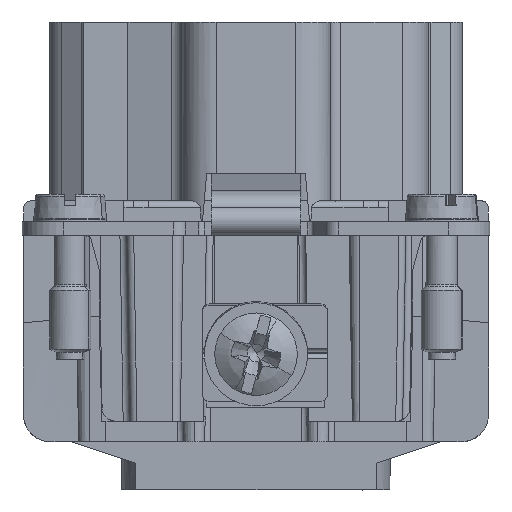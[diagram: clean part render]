
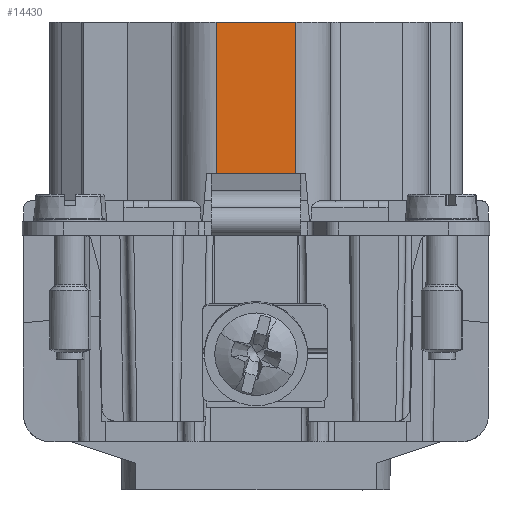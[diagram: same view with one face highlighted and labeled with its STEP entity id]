
A CAD part, front view. The second image highlights one B-rep face of the part: STEP entity #14430.
In plain terms, the highlighted planar face has unit normal (0, -1, 0).
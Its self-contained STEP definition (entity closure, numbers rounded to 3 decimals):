
#14410=AXIS2_PLACEMENT_3D('Plane Axis2P3D',#14407,#14408,#14409) ;
#8012=CARTESIAN_POINT('Vertex',(14.1,2.5,34.)) ;
#8015=CARTESIAN_POINT('Line Origine',(17.,2.5,34.)) ;
#8019=CARTESIAN_POINT('Vertex',(19.9,2.5,34.)) ;
#13984=CARTESIAN_POINT('Line Origine',(14.1,2.5,26.9)) ;
#13988=CARTESIAN_POINT('Vertex',(14.1,2.5,23.)) ;
#14407=CARTESIAN_POINT('Axis2P3D Location',(19.9,2.5,32.8)) ;
#14412=CARTESIAN_POINT('Line Origine',(19.9,2.5,28.5)) ;
#14416=CARTESIAN_POINT('Vertex',(19.9,2.5,23.)) ;
#14419=CARTESIAN_POINT('Line Origine',(17.,2.5,23.)) ;
#8016=DIRECTION('Vector Direction',(-1.,0.,0.)) ;
#13985=DIRECTION('Vector Direction',(0.,0.,1.)) ;
#14408=DIRECTION('Axis2P3D Direction',(0.,-1.,-0.)) ;
#14409=DIRECTION('Axis2P3D XDirection',(-1.,0.,0.)) ;
#14413=DIRECTION('Vector Direction',(0.,0.,1.)) ;
#14420=DIRECTION('Vector Direction',(-1.,0.,0.)) ;
#8017=VECTOR('Line Direction',#8016,1.) ;
#13986=VECTOR('Line Direction',#13985,1.) ;
#14414=VECTOR('Line Direction',#14413,1.) ;
#14421=VECTOR('Line Direction',#14420,1.) ;
#14425=ORIENTED_EDGE('',*,*,#14418,.F.) ;
#14426=ORIENTED_EDGE('',*,*,#8021,.F.) ;
#14427=ORIENTED_EDGE('',*,*,#13990,.T.) ;
#14428=ORIENTED_EDGE('',*,*,#14423,.F.) ;
#14430=ADVANCED_FACE('Hauptk\X2\00F6\X0\rper',(#14429),#14411,.T.) ;
#8021=EDGE_CURVE('',#8013,#8020,#8018,.F.) ;
#13990=EDGE_CURVE('',#8013,#13989,#13987,.F.) ;
#14418=EDGE_CURVE('',#8020,#14417,#14415,.F.) ;
#14423=EDGE_CURVE('',#14417,#13989,#14422,.T.) ;
#14424=EDGE_LOOP('',(#14425,#14426,#14427,#14428)) ;
#14429=FACE_OUTER_BOUND('',#14424,.T.) ;
#8018=LINE('Line',#8015,#8017) ;
#13987=LINE('Line',#13984,#13986) ;
#14415=LINE('Line',#14412,#14414) ;
#14422=LINE('Line',#14419,#14421) ;
#14411=PLANE('',#14410) ;
#8013=VERTEX_POINT('',#8012) ;
#8020=VERTEX_POINT('',#8019) ;
#13989=VERTEX_POINT('',#13988) ;
#14417=VERTEX_POINT('',#14416) ;
